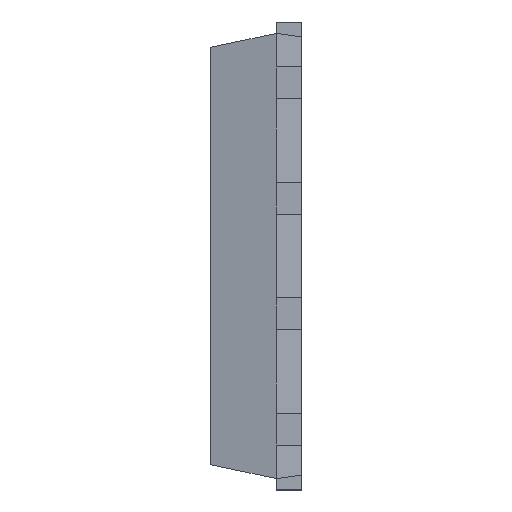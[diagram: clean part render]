
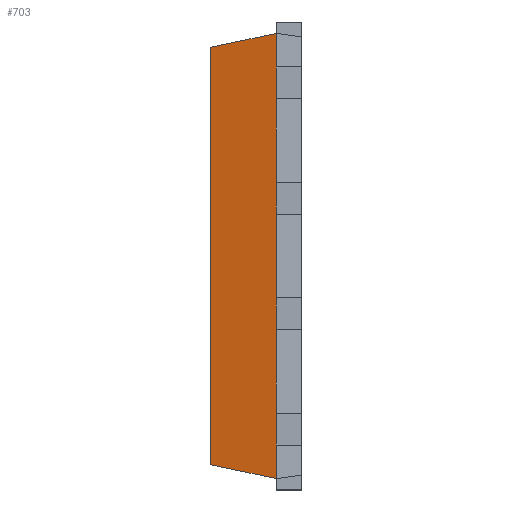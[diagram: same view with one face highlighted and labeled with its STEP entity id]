
A CAD part, left-side view. The second image highlights one B-rep face of the part: STEP entity #703.
In plain terms, the highlighted planar face has unit normal (-0.978, 0.208, 0).
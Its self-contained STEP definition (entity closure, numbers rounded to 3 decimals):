
#5 = VECTOR ( 'NONE', #4208, 1000. ) ;
#41 = CARTESIAN_POINT ( 'NONE',  ( -2.9, 0.277, 2.45 ) ) ;
#221 = VERTEX_POINT ( 'NONE', #2655 ) ;
#223 = ORIENTED_EDGE ( 'NONE', *, *, #5023, .T. ) ;
#235 = ORIENTED_EDGE ( 'NONE', *, *, #2351, .T. ) ;
#525 = LINE ( 'NONE', #2895, #2843 ) ;
#680 = VERTEX_POINT ( 'NONE', #6762 ) ;
#703 = ADVANCED_FACE ( 'NONE', ( #4831 ), #3086, .T. ) ;
#709 = CARTESIAN_POINT ( 'NONE',  ( -2.9, 0.277, 2.45 ) ) ;
#734 = ORIENTED_EDGE ( 'NONE', *, *, #5509, .F. ) ;
#761 = EDGE_LOOP ( 'NONE', ( #734, #3385, #6938, #3178, #2883, #6317, #7056, #5972, #235, #1675, #223, #1971 ) ) ;
#849 = VECTOR ( 'NONE', #3523, 1000. ) ;
#1145 = LINE ( 'NONE', #4106, #849 ) ;
#1206 = LINE ( 'NONE', #4273, #5086 ) ;
#1318 = DIRECTION ( 'NONE',  ( 0., 0., 1. ) ) ;
#1339 = VECTOR ( 'NONE', #5261, 1000. ) ;
#1366 = VERTEX_POINT ( 'NONE', #6873 ) ;
#1438 = DIRECTION ( 'NONE',  ( 0., 0., 1. ) ) ;
#1675 = ORIENTED_EDGE ( 'NONE', *, *, #5769, .T. ) ;
#1724 = VECTOR ( 'NONE', #2857, 1000. ) ;
#1822 = VERTEX_POINT ( 'NONE', #3964 ) ;
#1870 = DIRECTION ( 'NONE',  ( 0., 0., 1. ) ) ;
#1971 = ORIENTED_EDGE ( 'NONE', *, *, #3602, .T. ) ;
#2127 = CARTESIAN_POINT ( 'NONE',  ( -2.9, 0.277, 2.45 ) ) ;
#2249 = DIRECTION ( 'NONE',  ( 0., 0., 1. ) ) ;
#2278 = VERTEX_POINT ( 'NONE', #41 ) ;
#2326 = VECTOR ( 'NONE', #1318, 1000. ) ;
#2351 = EDGE_CURVE ( 'NONE', #2691, #6347, #5555, .T. ) ;
#2607 = CARTESIAN_POINT ( 'NONE',  ( -2.9, 0.277, 2.45 ) ) ;
#2655 = CARTESIAN_POINT ( 'NONE',  ( -2.9, 0.277, 1.73 ) ) ;
#2691 = VERTEX_POINT ( 'NONE', #5271 ) ;
#2750 = VERTEX_POINT ( 'NONE', #7183 ) ;
#2843 = VECTOR ( 'NONE', #5253, 1000. ) ;
#2857 = DIRECTION ( 'NONE',  ( 0., 0., -1. ) ) ;
#2883 = ORIENTED_EDGE ( 'NONE', *, *, #5423, .T. ) ;
#2895 = CARTESIAN_POINT ( 'NONE',  ( -2.66, 1.408, 2.21 ) ) ;
#3018 = LINE ( 'NONE', #3574, #1339 ) ;
#3065 = VECTOR ( 'NONE', #6732, 1000. ) ;
#3086 = PLANE ( 'NONE',  #5789 ) ;
#3135 = CARTESIAN_POINT ( 'NONE',  ( -2.9, 0.277, -0.46 ) ) ;
#3178 = ORIENTED_EDGE ( 'NONE', *, *, #7174, .T. ) ;
#3272 = VERTEX_POINT ( 'NONE', #4410 ) ;
#3385 = ORIENTED_EDGE ( 'NONE', *, *, #5415, .T. ) ;
#3493 = VERTEX_POINT ( 'NONE', #4792 ) ;
#3523 = DIRECTION ( 'NONE',  ( 0., 0., 1. ) ) ;
#3574 = CARTESIAN_POINT ( 'NONE',  ( -2.9, 0.277, 2.45 ) ) ;
#3602 = EDGE_CURVE ( 'NONE', #2750, #2278, #6031, .T. ) ;
#3622 = CARTESIAN_POINT ( 'NONE',  ( -2.9, 0.277, 2.45 ) ) ;
#3902 = EDGE_CURVE ( 'NONE', #1366, #6393, #4967, .T. ) ;
#3964 = CARTESIAN_POINT ( 'NONE',  ( -2.9, 0.277, -1.73 ) ) ;
#4029 = LINE ( 'NONE', #5334, #1724 ) ;
#4049 = CARTESIAN_POINT ( 'NONE',  ( -2.746, 1., -2.296 ) ) ;
#4106 = CARTESIAN_POINT ( 'NONE',  ( -2.9, 0.277, 2.45 ) ) ;
#4123 = VECTOR ( 'NONE', #1870, 1000. ) ;
#4154 = LINE ( 'NONE', #5309, #6892 ) ;
#4208 = DIRECTION ( 'NONE',  ( 0., 0., 1. ) ) ;
#4273 = CARTESIAN_POINT ( 'NONE',  ( -2.697, 1.232, -2.247 ) ) ;
#4410 = CARTESIAN_POINT ( 'NONE',  ( -2.9, 0.277, -2.08 ) ) ;
#4792 = CARTESIAN_POINT ( 'NONE',  ( -2.746, 1., 2.296 ) ) ;
#4831 = FACE_OUTER_BOUND ( 'NONE', #761, .T. ) ;
#4902 = CARTESIAN_POINT ( 'NONE',  ( -2.9, 0.277, 2.45 ) ) ;
#4930 = CARTESIAN_POINT ( 'NONE',  ( -2.9, 0.277, 2.45 ) ) ;
#4967 = LINE ( 'NONE', #4930, #2326 ) ;
#4992 = EDGE_CURVE ( 'NONE', #1822, #1366, #7444, .T. ) ;
#5023 = EDGE_CURVE ( 'NONE', #221, #2750, #3018, .T. ) ;
#5086 = VECTOR ( 'NONE', #7110, 1000. ) ;
#5184 = VECTOR ( 'NONE', #2249, 1000. ) ;
#5253 = DIRECTION ( 'NONE',  ( -0.204, -0.958, 0.204 ) ) ;
#5261 = DIRECTION ( 'NONE',  ( 0., 0., 1. ) ) ;
#5271 = CARTESIAN_POINT ( 'NONE',  ( -2.9, 0.277, 0.46 ) ) ;
#5274 = LINE ( 'NONE', #3622, #5 ) ;
#5309 = CARTESIAN_POINT ( 'NONE',  ( -2.9, 0.277, 2.45 ) ) ;
#5334 = CARTESIAN_POINT ( 'NONE',  ( -2.746, 1., 2.45 ) ) ;
#5415 = EDGE_CURVE ( 'NONE', #3493, #5723, #4029, .T. ) ;
#5423 = EDGE_CURVE ( 'NONE', #3272, #1822, #1145, .T. ) ;
#5509 = EDGE_CURVE ( 'NONE', #3493, #2278, #525, .T. ) ;
#5555 = LINE ( 'NONE', #2607, #5906 ) ;
#5723 = VERTEX_POINT ( 'NONE', #4049 ) ;
#5768 = EDGE_CURVE ( 'NONE', #5723, #680, #1206, .T. ) ;
#5769 = EDGE_CURVE ( 'NONE', #6347, #221, #5274, .T. ) ;
#5789 = AXIS2_PLACEMENT_3D ( 'NONE', #4902, #7308, #7271 ) ;
#5895 = CARTESIAN_POINT ( 'NONE',  ( -2.9, 0.277, 0.81 ) ) ;
#5906 = VECTOR ( 'NONE', #1438, 1000. ) ;
#5972 = ORIENTED_EDGE ( 'NONE', *, *, #6280, .T. ) ;
#6031 = LINE ( 'NONE', #709, #3065 ) ;
#6103 = LINE ( 'NONE', #7156, #4123 ) ;
#6280 = EDGE_CURVE ( 'NONE', #6393, #2691, #4154, .T. ) ;
#6317 = ORIENTED_EDGE ( 'NONE', *, *, #4992, .T. ) ;
#6347 = VERTEX_POINT ( 'NONE', #5895 ) ;
#6393 = VERTEX_POINT ( 'NONE', #3135 ) ;
#6732 = DIRECTION ( 'NONE',  ( 0., 0., 1. ) ) ;
#6762 = CARTESIAN_POINT ( 'NONE',  ( -2.9, 0.277, -2.45 ) ) ;
#6873 = CARTESIAN_POINT ( 'NONE',  ( -2.9, 0.277, -0.81 ) ) ;
#6892 = VECTOR ( 'NONE', #7175, 1000. ) ;
#6938 = ORIENTED_EDGE ( 'NONE', *, *, #5768, .T. ) ;
#7056 = ORIENTED_EDGE ( 'NONE', *, *, #3902, .T. ) ;
#7110 = DIRECTION ( 'NONE',  ( -0.204, -0.958, -0.204 ) ) ;
#7156 = CARTESIAN_POINT ( 'NONE',  ( -2.9, 0.277, 2.45 ) ) ;
#7174 = EDGE_CURVE ( 'NONE', #680, #3272, #6103, .T. ) ;
#7175 = DIRECTION ( 'NONE',  ( 0., 0., 1. ) ) ;
#7183 = CARTESIAN_POINT ( 'NONE',  ( -2.9, 0.277, 2.08 ) ) ;
#7271 = DIRECTION ( 'NONE',  ( -0.208, -0.978, 0. ) ) ;
#7308 = DIRECTION ( 'NONE',  ( -0.978, 0.208, 0. ) ) ;
#7444 = LINE ( 'NONE', #2127, #5184 ) ;
